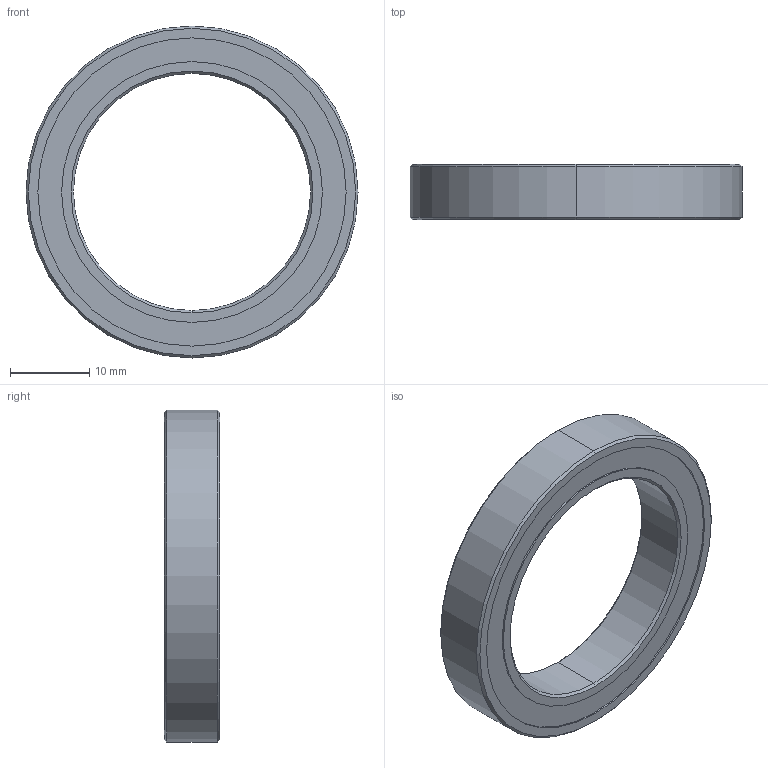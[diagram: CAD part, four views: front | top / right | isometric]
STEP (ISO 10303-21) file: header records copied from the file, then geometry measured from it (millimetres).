
FILE_DESCRIPTION(('FreeCAD Model'),'2;1');
FILE_NAME('Open CASCADE Shape Model','2021-05-11T11:36:09',('Author'),( ''),'Open CASCADE STEP processor 7.5','FreeCAD','Unknown');
FILE_SCHEMA(('AUTOMOTIVE_DESIGN { 1 0 10303 214 1 1 1 1 }'));
Length unit declared in the file: millimetre
Products named in the file (1): Ball Bearing 30x42x7mm_Ball Bearing 30x42x7mm001
Bounding box: 42 x 7 x 42 mm (x, y, z)
Volume: 4594 mm3; surface area: 2951.5 mm2
Topology: 1 solids, 1 shells, 26 faces, 52 edges, 32 vertices
Faces by surface type: cylinder 12, cone 8, plane 6
Entity records: 1425 total; most frequent: CARTESIAN_POINT 263, DIRECTION 234, ORIENTED_EDGE 104, PCURVE 104, DEFINITIONAL_REPRESENTATION 104, LINE 100, VECTOR 100, AXIS2_PLACEMENT_3D 59
